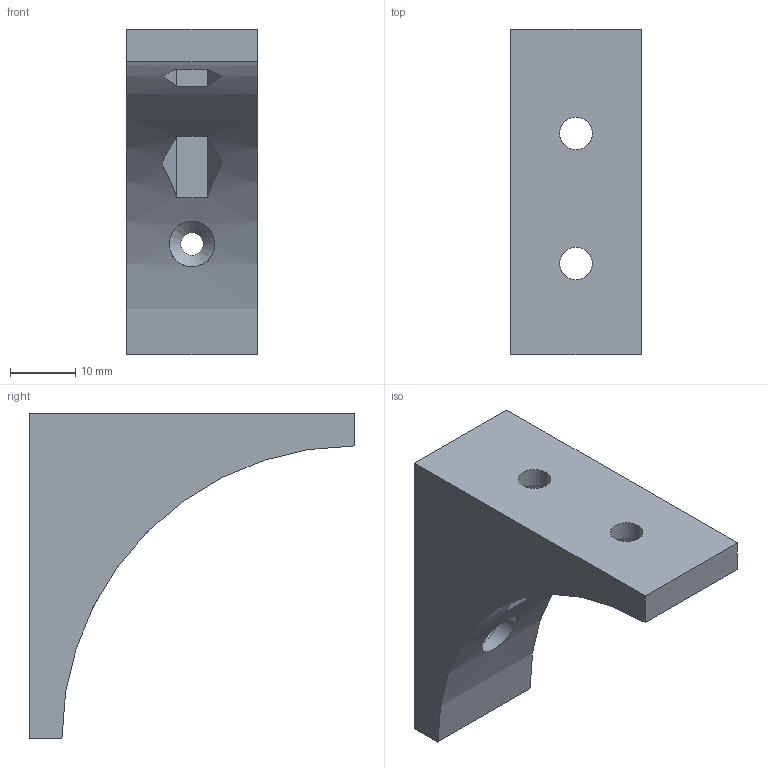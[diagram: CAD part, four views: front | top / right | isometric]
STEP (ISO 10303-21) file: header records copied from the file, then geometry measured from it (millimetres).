
FILE_DESCRIPTION(/* description */ (''),/* implementation_level */ '2;1');
FILE_NAME(/* name */ 'Verstrebung.step',/* time_stamp */ '2024-02-20T16:13:39+01:00',/* author */ (''),/* organization */ (''),/* preprocessor_version */ 'ST-DEVELOPER v20',/* originating_system */ 'Autodesk Translation Framework v12.20.1.177',/* authorisation */ '');
FILE_SCHEMA (('AUTOMOTIVE_DESIGN { 1 0 10303 214 3 1 1 }'));
Length unit declared in the file: millimetre
Products named in the file (1): Verstrebung
Bounding box: 20 x 50 x 50 mm (x, y, z)
Volume: 16646.8 mm3; surface area: 6134.7 mm2
Topology: 1 solids, 1 shells, 26 faces, 65 edges, 43 vertices
Faces by surface type: plane 20, cylinder 5, cone 1
Full cylindrical faces by diameter (mm): 3.5 x1, 5 x2, 7 x1
Entity records: 853 total; most frequent: CARTESIAN_POINT 169, DIRECTION 134, ORIENTED_EDGE 130, EDGE_CURVE 65, LINE 46, VECTOR 46, AXIS2_PLACEMENT_3D 44, VERTEX_POINT 43
